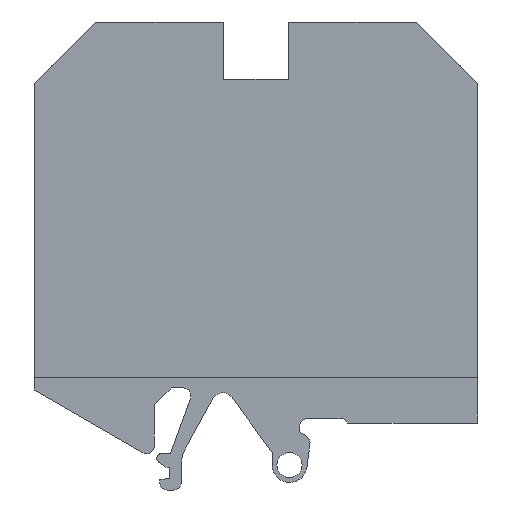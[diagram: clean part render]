
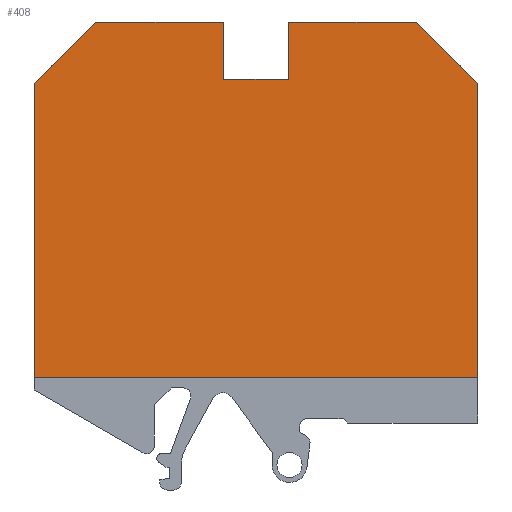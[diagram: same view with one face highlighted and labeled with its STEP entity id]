
A CAD part, left-side view. The second image highlights one B-rep face of the part: STEP entity #408.
In plain terms, the highlighted planar face has unit normal (-1, 0, 0).
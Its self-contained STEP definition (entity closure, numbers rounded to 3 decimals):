
#331=AXIS2_PLACEMENT_3D('Plane Axis2P3D',#328,#329,#330) ;
#178=CARTESIAN_POINT('Line Origine',(0.,16.375,61.25)) ;
#182=CARTESIAN_POINT('Vertex',(0.,24.75,61.25)) ;
#184=CARTESIAN_POINT('Vertex',(0.,8.,61.25)) ;
#243=CARTESIAN_POINT('Vertex',(0.,24.75,53.75)) ;
#246=CARTESIAN_POINT('Line Origine',(0.,24.75,57.5)) ;
#270=CARTESIAN_POINT('Line Origine',(0.,4.,57.25)) ;
#274=CARTESIAN_POINT('Vertex',(0.,0.,53.25)) ;
#328=CARTESIAN_POINT('Axis2P3D Location',(0.,-10.33,-11.938)) ;
#333=CARTESIAN_POINT('Line Origine',(0.,0.,34.)) ;
#337=CARTESIAN_POINT('Vertex',(0.,0.,14.75)) ;
#340=CARTESIAN_POINT('Line Origine',(0.,29.,53.75)) ;
#344=CARTESIAN_POINT('Vertex',(0.,33.25,53.75)) ;
#347=CARTESIAN_POINT('Line Origine',(0.,33.25,57.5)) ;
#351=CARTESIAN_POINT('Vertex',(0.,33.25,61.25)) ;
#354=CARTESIAN_POINT('Line Origine',(0.,41.625,61.25)) ;
#358=CARTESIAN_POINT('Vertex',(0.,50.,61.25)) ;
#361=CARTESIAN_POINT('Line Origine',(0.,51.113,60.137)) ;
#365=CARTESIAN_POINT('Vertex',(0.,52.227,59.023)) ;
#368=CARTESIAN_POINT('Line Origine',(0.,54.,57.25)) ;
#372=CARTESIAN_POINT('Vertex',(0.,55.773,55.477)) ;
#375=CARTESIAN_POINT('Line Origine',(0.,56.887,54.363)) ;
#379=CARTESIAN_POINT('Vertex',(0.,58.,53.25)) ;
#382=CARTESIAN_POINT('Line Origine',(0.,58.,34.)) ;
#386=CARTESIAN_POINT('Vertex',(0.,58.,14.75)) ;
#389=CARTESIAN_POINT('Line Origine',(0.,29.,14.75)) ;
#179=DIRECTION('Vector Direction',(0.,-1.,0.)) ;
#247=DIRECTION('Vector Direction',(0.,0.,1.)) ;
#271=DIRECTION('Vector Direction',(0.,-0.707,-0.707)) ;
#329=DIRECTION('Axis2P3D Direction',(1.,0.,0.)) ;
#330=DIRECTION('Axis2P3D XDirection',(0.,0.,-1.)) ;
#334=DIRECTION('Vector Direction',(0.,0.,-1.)) ;
#341=DIRECTION('Vector Direction',(0.,-1.,0.)) ;
#348=DIRECTION('Vector Direction',(0.,0.,-1.)) ;
#355=DIRECTION('Vector Direction',(0.,-1.,0.)) ;
#362=DIRECTION('Vector Direction',(0.,-0.707,0.707)) ;
#369=DIRECTION('Vector Direction',(0.,-0.707,0.707)) ;
#376=DIRECTION('Vector Direction',(0.,-0.707,0.707)) ;
#383=DIRECTION('Vector Direction',(0.,0.,1.)) ;
#390=DIRECTION('Vector Direction',(0.,1.,0.)) ;
#180=VECTOR('Line Direction',#179,1.) ;
#248=VECTOR('Line Direction',#247,1.) ;
#272=VECTOR('Line Direction',#271,1.) ;
#335=VECTOR('Line Direction',#334,1.) ;
#342=VECTOR('Line Direction',#341,1.) ;
#349=VECTOR('Line Direction',#348,1.) ;
#356=VECTOR('Line Direction',#355,1.) ;
#363=VECTOR('Line Direction',#362,1.) ;
#370=VECTOR('Line Direction',#369,1.) ;
#377=VECTOR('Line Direction',#376,1.) ;
#384=VECTOR('Line Direction',#383,1.) ;
#391=VECTOR('Line Direction',#390,1.) ;
#395=ORIENTED_EDGE('',*,*,#339,.F.) ;
#396=ORIENTED_EDGE('',*,*,#276,.F.) ;
#397=ORIENTED_EDGE('',*,*,#186,.F.) ;
#398=ORIENTED_EDGE('',*,*,#250,.F.) ;
#399=ORIENTED_EDGE('',*,*,#346,.F.) ;
#400=ORIENTED_EDGE('',*,*,#353,.F.) ;
#401=ORIENTED_EDGE('',*,*,#360,.F.) ;
#402=ORIENTED_EDGE('',*,*,#367,.F.) ;
#403=ORIENTED_EDGE('',*,*,#374,.F.) ;
#404=ORIENTED_EDGE('',*,*,#381,.F.) ;
#405=ORIENTED_EDGE('',*,*,#388,.F.) ;
#406=ORIENTED_EDGE('',*,*,#393,.F.) ;
#408=ADVANCED_FACE('V1',(#407),#332,.F.) ;
#186=EDGE_CURVE('',#183,#185,#181,.T.) ;
#250=EDGE_CURVE('',#244,#183,#249,.T.) ;
#276=EDGE_CURVE('',#185,#275,#273,.T.) ;
#339=EDGE_CURVE('',#275,#338,#336,.T.) ;
#346=EDGE_CURVE('',#345,#244,#343,.T.) ;
#353=EDGE_CURVE('',#352,#345,#350,.T.) ;
#360=EDGE_CURVE('',#359,#352,#357,.T.) ;
#367=EDGE_CURVE('',#366,#359,#364,.T.) ;
#374=EDGE_CURVE('',#373,#366,#371,.T.) ;
#381=EDGE_CURVE('',#380,#373,#378,.T.) ;
#388=EDGE_CURVE('',#387,#380,#385,.T.) ;
#393=EDGE_CURVE('',#338,#387,#392,.T.) ;
#394=EDGE_LOOP('',(#395,#396,#397,#398,#399,#400,#401,#402,#403,#404,#405,#406)) ;
#407=FACE_OUTER_BOUND('',#394,.T.) ;
#181=LINE('Line',#178,#180) ;
#249=LINE('Line',#246,#248) ;
#273=LINE('Line',#270,#272) ;
#336=LINE('Line',#333,#335) ;
#343=LINE('Line',#340,#342) ;
#350=LINE('Line',#347,#349) ;
#357=LINE('Line',#354,#356) ;
#364=LINE('Line',#361,#363) ;
#371=LINE('Line',#368,#370) ;
#378=LINE('Line',#375,#377) ;
#385=LINE('Line',#382,#384) ;
#392=LINE('Line',#389,#391) ;
#332=PLANE('',#331) ;
#183=VERTEX_POINT('',#182) ;
#185=VERTEX_POINT('',#184) ;
#244=VERTEX_POINT('',#243) ;
#275=VERTEX_POINT('',#274) ;
#338=VERTEX_POINT('',#337) ;
#345=VERTEX_POINT('',#344) ;
#352=VERTEX_POINT('',#351) ;
#359=VERTEX_POINT('',#358) ;
#366=VERTEX_POINT('',#365) ;
#373=VERTEX_POINT('',#372) ;
#380=VERTEX_POINT('',#379) ;
#387=VERTEX_POINT('',#386) ;
